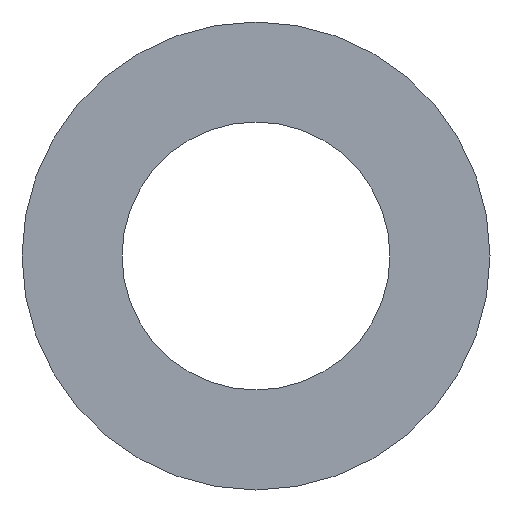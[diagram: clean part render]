
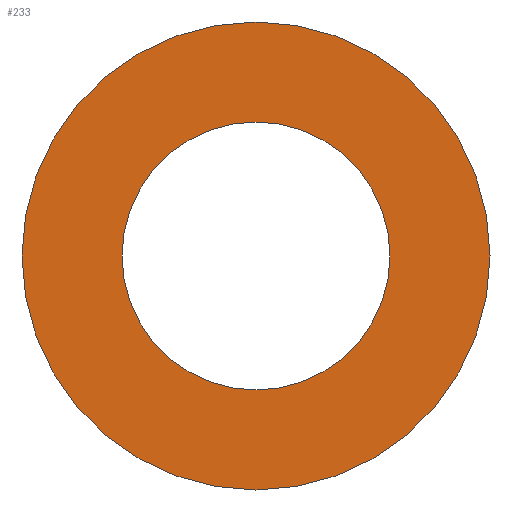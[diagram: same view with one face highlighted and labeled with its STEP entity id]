
A CAD part, left-side view. The second image highlights one B-rep face of the part: STEP entity #233.
In plain terms, the highlighted planar face has unit normal (-1, 0, 0).
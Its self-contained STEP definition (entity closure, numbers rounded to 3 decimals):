
#14 = VERTEX_POINT ( 'NONE', #130 ) ;
#29 = DIRECTION ( 'NONE',  ( 1., 0., 0. ) ) ;
#30 = DIRECTION ( 'NONE',  ( 0., 0., -1. ) ) ;
#42 = VERTEX_POINT ( 'NONE', #220 ) ;
#47 = CARTESIAN_POINT ( 'NONE',  ( -0.5, 0., 0. ) ) ;
#51 = PLANE ( 'NONE',  #249 ) ;
#55 = CARTESIAN_POINT ( 'NONE',  ( -0.5, 0., 0. ) ) ;
#67 = CIRCLE ( 'NONE', #155, 17.5 ) ;
#77 = CIRCLE ( 'NONE', #158, 17.5 ) ;
#82 = CARTESIAN_POINT ( 'NONE',  ( -0.5, 0., 0. ) ) ;
#85 = CARTESIAN_POINT ( 'NONE',  ( -0.5, 0., 0. ) ) ;
#92 = DIRECTION ( 'NONE',  ( 0., 0., -1. ) ) ;
#96 = EDGE_CURVE ( 'NONE', #14, #136, #67, .T. ) ;
#110 = ORIENTED_EDGE ( 'NONE', *, *, #245, .F. ) ;
#111 = EDGE_CURVE ( 'NONE', #42, #190, #114, .T. ) ;
#114 = CIRCLE ( 'NONE', #125, 10.02 ) ;
#117 = DIRECTION ( 'NONE',  ( 0., 0., -1. ) ) ;
#125 = AXIS2_PLACEMENT_3D ( 'NONE', #132, #183, #117 ) ;
#127 = CARTESIAN_POINT ( 'NONE',  ( -0.5, 0., -17.5 ) ) ;
#130 = CARTESIAN_POINT ( 'NONE',  ( -0.5, 0., 17.5 ) ) ;
#132 = CARTESIAN_POINT ( 'NONE',  ( -0.5, 0., 0. ) ) ;
#135 = CIRCLE ( 'NONE', #180, 10.02 ) ;
#136 = VERTEX_POINT ( 'NONE', #127 ) ;
#155 = AXIS2_PLACEMENT_3D ( 'NONE', #55, #209, #92 ) ;
#158 = AXIS2_PLACEMENT_3D ( 'NONE', #82, #237, #197 ) ;
#160 = ORIENTED_EDGE ( 'NONE', *, *, #111, .T. ) ;
#161 = ORIENTED_EDGE ( 'NONE', *, *, #96, .F. ) ;
#165 = EDGE_LOOP ( 'NONE', ( #160, #182 ) ) ;
#167 = CARTESIAN_POINT ( 'NONE',  ( -0.5, 0., -10.02 ) ) ;
#180 = AXIS2_PLACEMENT_3D ( 'NONE', #47, #185, #30 ) ;
#182 = ORIENTED_EDGE ( 'NONE', *, *, #234, .T. ) ;
#183 = DIRECTION ( 'NONE',  ( 1., 0., 0. ) ) ;
#185 = DIRECTION ( 'NONE',  ( 1., 0., 0. ) ) ;
#190 = VERTEX_POINT ( 'NONE', #167 ) ;
#197 = DIRECTION ( 'NONE',  ( 0., 0., -1. ) ) ;
#200 = EDGE_LOOP ( 'NONE', ( #161, #110 ) ) ;
#209 = DIRECTION ( 'NONE',  ( 1., 0., 0. ) ) ;
#219 = FACE_BOUND ( 'NONE', #165, .T. ) ;
#220 = CARTESIAN_POINT ( 'NONE',  ( -0.5, 0., 10.02 ) ) ;
#224 = DIRECTION ( 'NONE',  ( 0., 0., -1. ) ) ;
#233 = ADVANCED_FACE ( 'NONE', ( #219, #248 ), #51, .F. ) ;
#234 = EDGE_CURVE ( 'NONE', #190, #42, #135, .T. ) ;
#237 = DIRECTION ( 'NONE',  ( 1., 0., 0. ) ) ;
#245 = EDGE_CURVE ( 'NONE', #136, #14, #77, .T. ) ;
#248 = FACE_OUTER_BOUND ( 'NONE', #200, .T. ) ;
#249 = AXIS2_PLACEMENT_3D ( 'NONE', #85, #29, #224 ) ;
